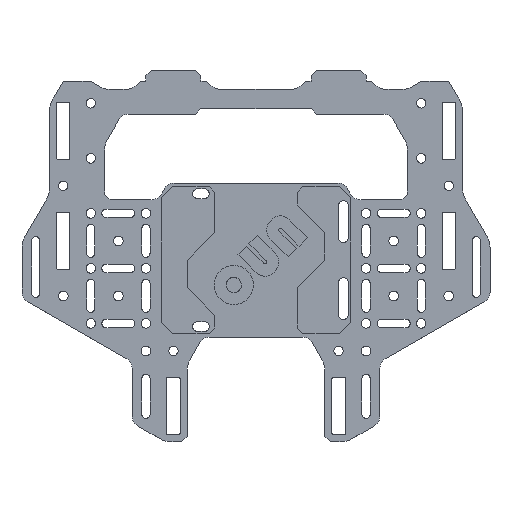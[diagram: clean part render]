
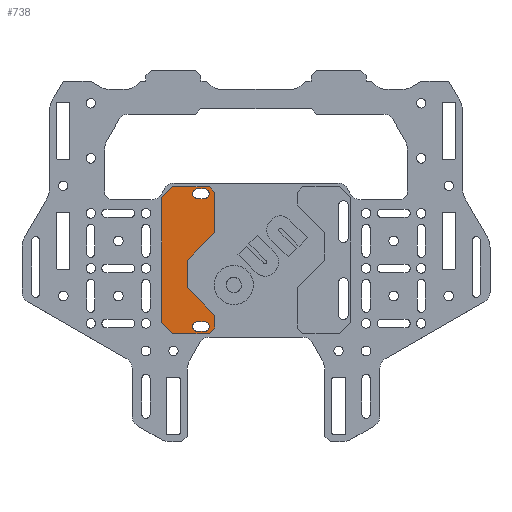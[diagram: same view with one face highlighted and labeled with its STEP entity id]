
A CAD part, top view. The second image highlights one B-rep face of the part: STEP entity #738.
In plain terms, the highlighted planar face has unit normal (0, 0, 1).
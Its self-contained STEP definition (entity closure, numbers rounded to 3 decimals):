
#738=ADVANCED_FACE('',(#3290,#3292,#3294),#3296,.T.);
#3290=FACE_BOUND('',#3291,.T.);
#3291=EDGE_LOOP('',(#5227,#5228,#5229,#5230,#5231,#5232,#5233,#5234,#5235,#5236,
#5237,#5238));
#3292=FACE_BOUND('',#3293,.T.);
#3293=EDGE_LOOP('',(#5239,#5240,#5241,#5242));
#3294=FACE_BOUND('',#3295,.T.);
#3295=EDGE_LOOP('',(#5243,#5244,#5245,#5246));
#3296=PLANE('',#3297);
#3297=AXIS2_PLACEMENT_3D('',#3298,#3299,#3300);
#3298=CARTESIAN_POINT('',(0.,3.,1.68));
#3299=DIRECTION('',(0.,0.,1.));
#3300=DIRECTION('',(0.,-1.,0.));
#5227=ORIENTED_EDGE('',*,*,#5979,.T.);
#5228=ORIENTED_EDGE('',*,*,#5888,.T.);
#5229=ORIENTED_EDGE('',*,*,#5990,.T.);
#5230=ORIENTED_EDGE('',*,*,#5891,.T.);
#5231=ORIENTED_EDGE('',*,*,#5989,.T.);
#5232=ORIENTED_EDGE('',*,*,#5879,.T.);
#5233=ORIENTED_EDGE('',*,*,#5988,.T.);
#5234=ORIENTED_EDGE('',*,*,#5986,.T.);
#5235=ORIENTED_EDGE('',*,*,#5984,.T.);
#5236=ORIENTED_EDGE('',*,*,#5982,.T.);
#5237=ORIENTED_EDGE('',*,*,#5980,.T.);
#5238=ORIENTED_EDGE('',*,*,#5876,.T.);
#5239=ORIENTED_EDGE('',*,*,#6026,.F.);
#5240=ORIENTED_EDGE('',*,*,#6024,.F.);
#5241=ORIENTED_EDGE('',*,*,#6022,.F.);
#5242=ORIENTED_EDGE('',*,*,#6020,.F.);
#5243=ORIENTED_EDGE('',*,*,#6034,.F.);
#5244=ORIENTED_EDGE('',*,*,#6032,.F.);
#5245=ORIENTED_EDGE('',*,*,#6030,.F.);
#5246=ORIENTED_EDGE('',*,*,#6028,.F.);
#5876=EDGE_CURVE('',#7389,#7387,#7390,.F.);
#5879=EDGE_CURVE('',#7394,#7392,#7395,.F.);
#5888=EDGE_CURVE('',#7409,#7407,#7410,.F.);
#5891=EDGE_CURVE('',#7414,#7412,#7415,.F.);
#5979=EDGE_CURVE('',#7387,#7409,#7547,.T.);
#5980=EDGE_CURVE('',#7548,#7389,#7549,.T.);
#5982=EDGE_CURVE('',#7551,#7548,#7552,.T.);
#5984=EDGE_CURVE('',#7554,#7551,#7555,.T.);
#5986=EDGE_CURVE('',#7557,#7554,#7558,.T.);
#5988=EDGE_CURVE('',#7392,#7557,#7560,.T.);
#5989=EDGE_CURVE('',#7412,#7394,#7561,.T.);
#5990=EDGE_CURVE('',#7407,#7414,#7562,.T.);
#6020=EDGE_CURVE('',#7603,#7605,#7606,.T.);
#6022=EDGE_CURVE('',#7605,#7608,#7609,.F.);
#6024=EDGE_CURVE('',#7608,#7611,#7612,.T.);
#6026=EDGE_CURVE('',#7611,#7603,#7614,.F.);
#6028=EDGE_CURVE('',#7615,#7617,#7618,.T.);
#6030=EDGE_CURVE('',#7617,#7620,#7621,.F.);
#6032=EDGE_CURVE('',#7620,#7623,#7624,.T.);
#6034=EDGE_CURVE('',#7623,#7615,#7626,.F.);
#7387=VERTEX_POINT('',#10363);
#7389=VERTEX_POINT('',#10367);
#7390=LINE('',#10368,#10369);
#7392=VERTEX_POINT('',#10374);
#7394=VERTEX_POINT('',#10378);
#7395=LINE('',#10379,#10380);
#7407=VERTEX_POINT('',#10407);
#7409=VERTEX_POINT('',#10411);
#7410=LINE('',#10412,#10413);
#7412=VERTEX_POINT('',#10418);
#7414=VERTEX_POINT('',#10422);
#7415=LINE('',#10423,#10424);
#7547=LINE('',#10731,#10732);
#7548=VERTEX_POINT('',#10734);
#7549=LINE('',#10735,#10736);
#7551=VERTEX_POINT('',#10741);
#7552=LINE('',#10742,#10743);
#7554=VERTEX_POINT('',#10748);
#7555=LINE('',#10749,#10750);
#7557=VERTEX_POINT('',#10755);
#7558=LINE('',#10756,#10757);
#7560=LINE('',#10762,#10763);
#7561=LINE('',#10765,#10766);
#7562=LINE('',#10768,#10769);
#7603=VERTEX_POINT('',#10871);
#7605=VERTEX_POINT('',#10875);
#7606=CIRCLE('',#10876,1.75);
#7608=VERTEX_POINT('',#10883);
#7609=LINE('',#10884,#10885);
#7611=VERTEX_POINT('',#10890);
#7612=CIRCLE('',#10891,1.75);
#7614=LINE('',#10898,#10899);
#7615=VERTEX_POINT('',#10901);
#7617=VERTEX_POINT('',#10905);
#7618=CIRCLE('',#10906,1.75);
#7620=VERTEX_POINT('',#10913);
#7621=LINE('',#10914,#10915);
#7623=VERTEX_POINT('',#10920);
#7624=CIRCLE('',#10921,1.75);
#7626=LINE('',#10928,#10929);
#10363=CARTESIAN_POINT('',(-17.,29.67,1.68));
#10367=CARTESIAN_POINT('',(-15.,27.67,1.68));
#10368=CARTESIAN_POINT('',(-17.,29.67,1.68));
#10369=VECTOR('',#10370,1.);
#10370=DIRECTION('',(0.707,-0.707,0.));
#10374=CARTESIAN_POINT('',(-15.,-21.67,1.68));
#10378=CARTESIAN_POINT('',(-17.,-23.67,1.68));
#10379=CARTESIAN_POINT('',(-15.,-21.67,1.68));
#10380=VECTOR('',#10381,1.);
#10381=DIRECTION('',(-0.707,-0.707,0.));
#10407=CARTESIAN_POINT('',(-34.29,25.67,1.68));
#10411=CARTESIAN_POINT('',(-30.29,29.67,1.68));
#10412=CARTESIAN_POINT('',(-34.29,25.67,1.68));
#10413=VECTOR('',#10414,1.);
#10414=DIRECTION('',(0.707,0.707,0.));
#10418=CARTESIAN_POINT('',(-30.29,-23.67,1.68));
#10422=CARTESIAN_POINT('',(-34.29,-19.67,1.68));
#10423=CARTESIAN_POINT('',(-30.29,-23.67,1.68));
#10424=VECTOR('',#10425,1.);
#10425=DIRECTION('',(-0.707,0.707,0.));
#10731=CARTESIAN_POINT('',(-17.,29.67,1.68));
#10732=VECTOR('',#10733,1.);
#10733=DIRECTION('',(-1.,0.,0.));
#10734=CARTESIAN_POINT('',(-15.,13.,1.68));
#10735=CARTESIAN_POINT('',(-15.,13.,1.68));
#10736=VECTOR('',#10737,1.);
#10737=DIRECTION('',(0.,1.,0.));
#10741=CARTESIAN_POINT('',(-25.,3.,1.68));
#10742=CARTESIAN_POINT('',(-25.,3.,1.68));
#10743=VECTOR('',#10744,1.);
#10744=DIRECTION('',(0.707,0.707,0.));
#10748=CARTESIAN_POINT('',(-25.,-7.,1.68));
#10749=CARTESIAN_POINT('',(-25.,-7.,1.68));
#10750=VECTOR('',#10751,1.);
#10751=DIRECTION('',(0.,1.,0.));
#10755=CARTESIAN_POINT('',(-15.,-17.,1.68));
#10756=CARTESIAN_POINT('',(-15.,-17.,1.68));
#10757=VECTOR('',#10758,1.);
#10758=DIRECTION('',(-0.707,0.707,0.));
#10762=CARTESIAN_POINT('',(-15.,-21.67,1.68));
#10763=VECTOR('',#10764,1.);
#10764=DIRECTION('',(0.,1.,0.));
#10765=CARTESIAN_POINT('',(-30.29,-23.67,1.68));
#10766=VECTOR('',#10767,1.);
#10767=DIRECTION('',(1.,0.,0.));
#10768=CARTESIAN_POINT('',(-34.29,25.67,1.68));
#10769=VECTOR('',#10770,1.);
#10770=DIRECTION('',(0.,-1.,0.));
#10871=CARTESIAN_POINT('',(-21.25,28.88,1.68));
#10875=CARTESIAN_POINT('',(-21.25,25.38,1.68));
#10876=AXIS2_PLACEMENT_3D('',#10877,#10878,#10879);
#10877=CARTESIAN_POINT('',(-21.25,27.13,1.68));
#10878=DIRECTION('',(0.,0.,1.));
#10879=DIRECTION('',(0.,1.,0.));
#10883=CARTESIAN_POINT('',(-18.75,25.38,1.68));
#10884=CARTESIAN_POINT('',(-18.75,25.38,1.68));
#10885=VECTOR('',#10886,1.);
#10886=DIRECTION('',(-1.,0.,0.));
#10890=CARTESIAN_POINT('',(-18.75,28.88,1.68));
#10891=AXIS2_PLACEMENT_3D('',#10892,#10893,#10894);
#10892=CARTESIAN_POINT('',(-18.75,27.13,1.68));
#10893=DIRECTION('',(0.,0.,1.));
#10894=DIRECTION('',(0.,-1.,0.));
#10898=CARTESIAN_POINT('',(-21.25,28.88,1.68));
#10899=VECTOR('',#10900,1.);
#10900=DIRECTION('',(1.,0.,0.));
#10901=CARTESIAN_POINT('',(-21.25,-19.38,1.68));
#10905=CARTESIAN_POINT('',(-21.25,-22.88,1.68));
#10906=AXIS2_PLACEMENT_3D('',#10907,#10908,#10909);
#10907=CARTESIAN_POINT('',(-21.25,-21.13,1.68));
#10908=DIRECTION('',(0.,0.,1.));
#10909=DIRECTION('',(0.,1.,0.));
#10913=CARTESIAN_POINT('',(-18.75,-22.88,1.68));
#10914=CARTESIAN_POINT('',(-18.75,-22.88,1.68));
#10915=VECTOR('',#10916,1.);
#10916=DIRECTION('',(-1.,0.,0.));
#10920=CARTESIAN_POINT('',(-18.75,-19.38,1.68));
#10921=AXIS2_PLACEMENT_3D('',#10922,#10923,#10924);
#10922=CARTESIAN_POINT('',(-18.75,-21.13,1.68));
#10923=DIRECTION('',(0.,0.,1.));
#10924=DIRECTION('',(0.,-1.,0.));
#10928=CARTESIAN_POINT('',(-21.25,-19.38,1.68));
#10929=VECTOR('',#10930,1.);
#10930=DIRECTION('',(1.,0.,0.));
